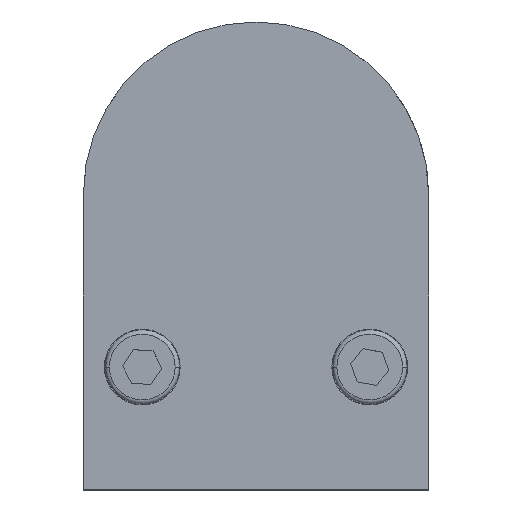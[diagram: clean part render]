
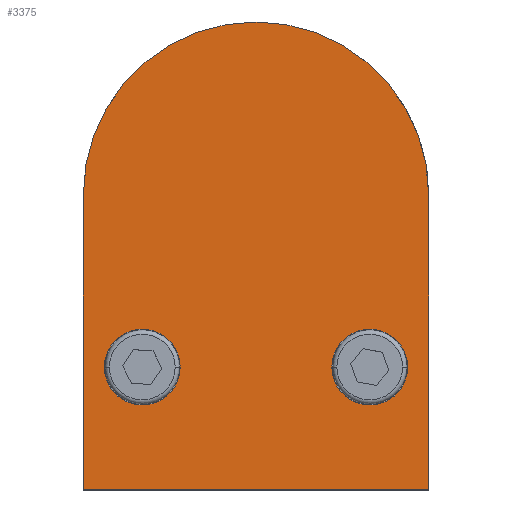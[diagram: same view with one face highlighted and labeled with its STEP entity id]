
A CAD part, top view. The second image highlights one B-rep face of the part: STEP entity #3375.
In plain terms, the highlighted planar face has unit normal (0, 0, 1).
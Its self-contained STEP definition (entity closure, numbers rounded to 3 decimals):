
#13 = CARTESIAN_POINT ( 'NONE',  ( 20.5, 24.496, 14.25 ) ) ;
#60 = EDGE_CURVE ( 'NONE', #1659, #1097, #750, .T. ) ;
#68 = CARTESIAN_POINT ( 'NONE',  ( -20.5, 59.5, 14.25 ) ) ;
#69 = ORIENTED_EDGE ( 'NONE', *, *, #1390, .T. ) ;
#88 = DIRECTION ( 'NONE',  ( 0., 0., 1. ) ) ;
#253 = CARTESIAN_POINT ( 'NONE',  ( -13.5, 39.038, 14.25 ) ) ;
#254 = DIRECTION ( 'NONE',  ( 0., 0., 1. ) ) ;
#260 = ORIENTED_EDGE ( 'NONE', *, *, #706, .T. ) ;
#311 = CARTESIAN_POINT ( 'NONE',  ( -13.5, 39.038, 14.25 ) ) ;
#312 = LINE ( 'NONE', #1908, #1409 ) ;
#319 = FACE_BOUND ( 'NONE', #2952, .T. ) ;
#445 = ORIENTED_EDGE ( 'NONE', *, *, #2093, .F. ) ;
#503 = ORIENTED_EDGE ( 'NONE', *, *, #1639, .T. ) ;
#528 = LINE ( 'NONE', #2391, #1195 ) ;
#615 = CARTESIAN_POINT ( 'NONE',  ( 9., 39.038, 14.25 ) ) ;
#630 = VECTOR ( 'NONE', #1385, 1000. ) ;
#706 = EDGE_CURVE ( 'NONE', #3251, #2703, #528, .T. ) ;
#750 = CIRCLE ( 'NONE', #2662, 4.5 ) ;
#812 = DIRECTION ( 'NONE',  ( 1., 0., 0. ) ) ;
#822 = VERTEX_POINT ( 'NONE', #3258 ) ;
#866 = DIRECTION ( 'NONE',  ( 1., 0., 0. ) ) ;
#903 = CIRCLE ( 'NONE', #2815, 4.5 ) ;
#990 = VERTEX_POINT ( 'NONE', #2764 ) ;
#1045 = DIRECTION ( 'NONE',  ( 0., 0., 1. ) ) ;
#1097 = VERTEX_POINT ( 'NONE', #2164 ) ;
#1104 = CARTESIAN_POINT ( 'NONE',  ( 13.5, 39.038, 14.25 ) ) ;
#1181 = AXIS2_PLACEMENT_3D ( 'NONE', #3004, #88, #1950 ) ;
#1195 = VECTOR ( 'NONE', #2946, 1000. ) ;
#1310 = PLANE ( 'NONE',  #2538 ) ;
#1353 = ORIENTED_EDGE ( 'NONE', *, *, #1963, .F. ) ;
#1370 = FACE_BOUND ( 'NONE', #1502, .T. ) ;
#1385 = DIRECTION ( 'NONE',  ( 0., -1., 0. ) ) ;
#1390 = EDGE_CURVE ( 'NONE', #2703, #2350, #2205, .T. ) ;
#1409 = VECTOR ( 'NONE', #1670, 1000. ) ;
#1483 = CARTESIAN_POINT ( 'NONE',  ( -18., 39.038, 14.25 ) ) ;
#1502 = EDGE_LOOP ( 'NONE', ( #445, #3105 ) ) ;
#1578 = FACE_OUTER_BOUND ( 'NONE', #3094, .T. ) ;
#1639 = EDGE_CURVE ( 'NONE', #2350, #822, #2403, .T. ) ;
#1659 = VERTEX_POINT ( 'NONE', #615 ) ;
#1670 = DIRECTION ( 'NONE',  ( -1., 0., 0. ) ) ;
#1850 = CARTESIAN_POINT ( 'NONE',  ( 0., 59.5, 14.25 ) ) ;
#1908 = CARTESIAN_POINT ( 'NONE',  ( 47.6, 24.496, 14.25 ) ) ;
#1935 = AXIS2_PLACEMENT_3D ( 'NONE', #253, #1045, #866 ) ;
#1950 = DIRECTION ( 'NONE',  ( 1., 0., 0. ) ) ;
#1963 = EDGE_CURVE ( 'NONE', #3144, #990, #2368, .T. ) ;
#1967 = EDGE_CURVE ( 'NONE', #990, #3144, #903, .T. ) ;
#1986 = DIRECTION ( 'NONE',  ( 1., 0., 0. ) ) ;
#2055 = CARTESIAN_POINT ( 'NONE',  ( 0., 59.5, 14.25 ) ) ;
#2093 = EDGE_CURVE ( 'NONE', #1097, #1659, #2709, .T. ) ;
#2143 = DIRECTION ( 'NONE',  ( 0., 0., 1. ) ) ;
#2164 = CARTESIAN_POINT ( 'NONE',  ( 18., 39.038, 14.25 ) ) ;
#2205 = CIRCLE ( 'NONE', #2641, 20.5 ) ;
#2350 = VERTEX_POINT ( 'NONE', #68 ) ;
#2368 = CIRCLE ( 'NONE', #1935, 4.5 ) ;
#2391 = CARTESIAN_POINT ( 'NONE',  ( 20.5, 0., 14.25 ) ) ;
#2403 = LINE ( 'NONE', #2637, #630 ) ;
#2416 = DIRECTION ( 'NONE',  ( 0., 0., 1. ) ) ;
#2507 = CARTESIAN_POINT ( 'NONE',  ( 20.5, 59.5, 14.25 ) ) ;
#2538 = AXIS2_PLACEMENT_3D ( 'NONE', #1850, #254, #2616 ) ;
#2539 = ORIENTED_EDGE ( 'NONE', *, *, #2579, .F. ) ;
#2579 = EDGE_CURVE ( 'NONE', #3251, #822, #312, .T. ) ;
#2616 = DIRECTION ( 'NONE',  ( 1., 0., 0. ) ) ;
#2637 = CARTESIAN_POINT ( 'NONE',  ( -20.5, 0., 14.25 ) ) ;
#2641 = AXIS2_PLACEMENT_3D ( 'NONE', #2055, #3143, #2848 ) ;
#2662 = AXIS2_PLACEMENT_3D ( 'NONE', #1104, #2143, #1986 ) ;
#2703 = VERTEX_POINT ( 'NONE', #2507 ) ;
#2709 = CIRCLE ( 'NONE', #1181, 4.5 ) ;
#2764 = CARTESIAN_POINT ( 'NONE',  ( -9., 39.038, 14.25 ) ) ;
#2815 = AXIS2_PLACEMENT_3D ( 'NONE', #311, #2416, #812 ) ;
#2848 = DIRECTION ( 'NONE',  ( 1., 0., 0. ) ) ;
#2923 = ORIENTED_EDGE ( 'NONE', *, *, #1967, .F. ) ;
#2946 = DIRECTION ( 'NONE',  ( 0., 1., 0. ) ) ;
#2952 = EDGE_LOOP ( 'NONE', ( #2923, #1353 ) ) ;
#3004 = CARTESIAN_POINT ( 'NONE',  ( 13.5, 39.038, 14.25 ) ) ;
#3094 = EDGE_LOOP ( 'NONE', ( #2539, #260, #69, #503 ) ) ;
#3105 = ORIENTED_EDGE ( 'NONE', *, *, #60, .F. ) ;
#3143 = DIRECTION ( 'NONE',  ( 0., 0., 1. ) ) ;
#3144 = VERTEX_POINT ( 'NONE', #1483 ) ;
#3251 = VERTEX_POINT ( 'NONE', #13 ) ;
#3258 = CARTESIAN_POINT ( 'NONE',  ( -20.5, 24.496, 14.25 ) ) ;
#3375 = ADVANCED_FACE ( 'NONE', ( #319, #1370, #1578 ), #1310, .T. ) ;
